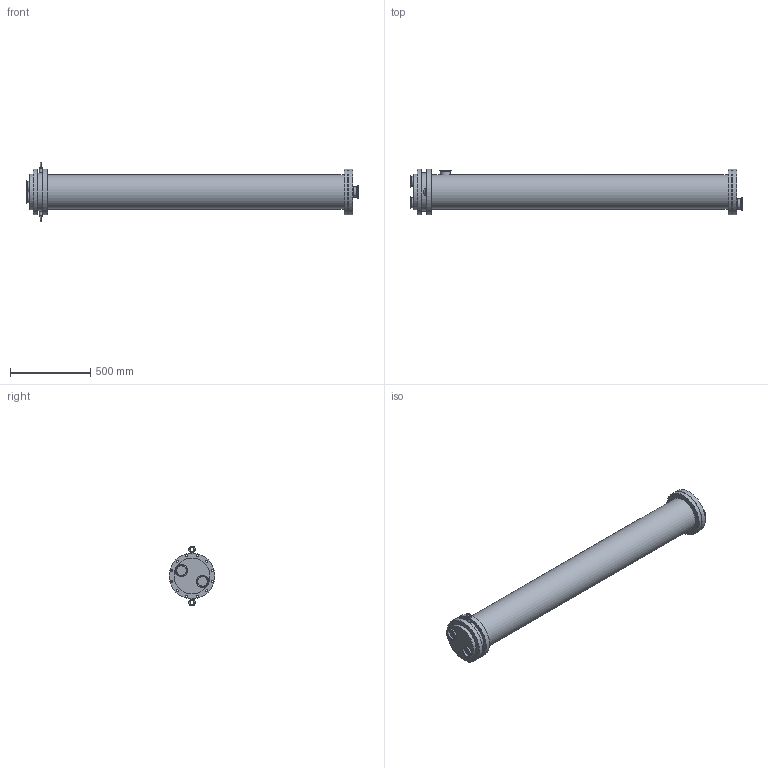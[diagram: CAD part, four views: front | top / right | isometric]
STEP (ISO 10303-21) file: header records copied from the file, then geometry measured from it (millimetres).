
FILE_DESCRIPTION(/* description */ (''),/* implementation_level */ '2;1');
FILE_NAME(/* name */ 'HEX10U-8B-25-25.stp',/* time_stamp */ '2024-04-18T15:49:50+09:00',/* author */ ('autocad33'),/* organization */ (''),/* preprocessor_version */ 'ST-DEVELOPER v19.2',/* originating_system */ 'Autodesk Inventor 2023',/* authorisation */ '');
FILE_SCHEMA (('AUTOMOTIVE_DESIGN { 1 0 10303 214 3 1 1 }'));
Length unit declared in the file: millimetre
Products named in the file (1): HEX10U-8B-25-25
Bounding box: 2064 x 285 x 370.99 mm (x, y, z)
Volume: 76923881.3 mm3; surface area: 1749680.4 mm2
Topology: 1 solids, 1 shells, 108 faces, 278 edges, 185 vertices
Faces by surface type: cylinder 71, plane 16, cone 10, torus 9, bspline 2
Full cylindrical faces by diameter (mm): 13 x48, 20 x2, 59.5 x4, 63.5 x4, 77.5 x4, 216.3 x1, 222 x1, 238 x2, 285 x4
Entity records: 4156 total; most frequent: CARTESIAN_POINT 1150, DIRECTION 644, ORIENTED_EDGE 556, AXIS2_PLACEMENT_3D 284, EDGE_CURVE 278, EDGE_LOOP 221, VERTEX_POINT 185, CIRCLE 177
